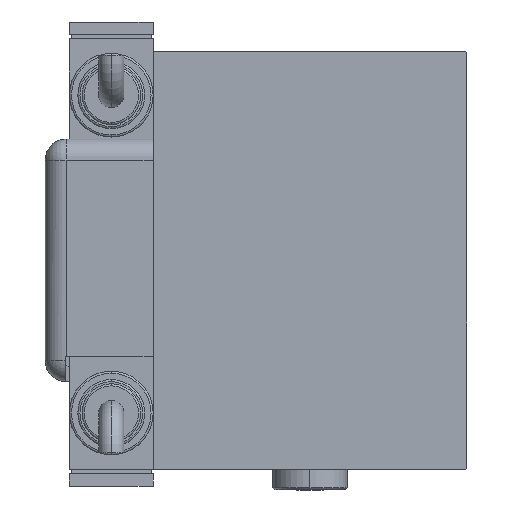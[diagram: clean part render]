
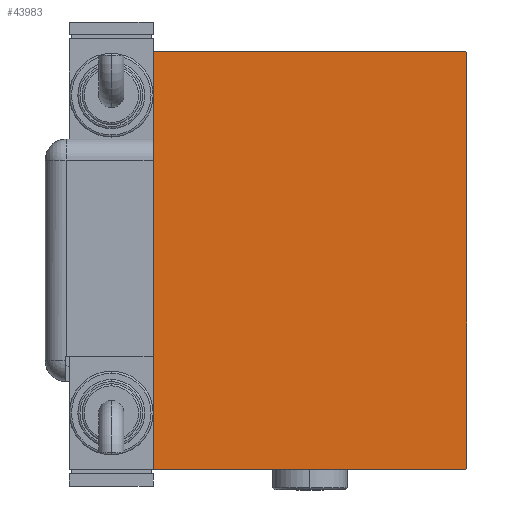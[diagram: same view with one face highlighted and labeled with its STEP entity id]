
A CAD part, left-side view. The second image highlights one B-rep face of the part: STEP entity #43983.
In plain terms, the highlighted face is planar.
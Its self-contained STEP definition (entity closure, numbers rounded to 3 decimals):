
#127 = CARTESIAN_POINT ( 'NONE',  ( 98., 37.5, 49.7 ) ) ;
#355 = LINE ( 'NONE', #41234, #14723 ) ;
#740 = DIRECTION ( 'NONE',  ( 0., 0., -1. ) ) ;
#927 = VECTOR ( 'NONE', #19625, 1000. ) ;
#1313 = CARTESIAN_POINT ( 'NONE',  ( 98., -37.5, 49.7 ) ) ;
#1331 = DIRECTION ( 'NONE',  ( 1., 0., 0. ) ) ;
#2051 = CARTESIAN_POINT ( 'NONE',  ( 98., 37.5, -50. ) ) ;
#2482 = CARTESIAN_POINT ( 'NONE',  ( 98., -37.5, -49.7 ) ) ;
#2720 = EDGE_CURVE ( 'NONE', #56815, #41265, #41133, .T. ) ;
#3364 = LINE ( 'NONE', #31827, #24768 ) ;
#3881 = CARTESIAN_POINT ( 'NONE',  ( 98., 43.6, -43.6 ) ) ;
#4256 = DIRECTION ( 'NONE',  ( 0., -0.707, -0.707 ) ) ;
#4495 = VECTOR ( 'NONE', #26030, 1000. ) ;
#4656 = CARTESIAN_POINT ( 'NONE',  ( 98., -37.2, -50. ) ) ;
#5304 = CARTESIAN_POINT ( 'NONE',  ( 98., -37.5, 50. ) ) ;
#5575 = CARTESIAN_POINT ( 'NONE',  ( 98., 0., 0. ) ) ;
#7923 = EDGE_LOOP ( 'NONE', ( #16849, #27936, #18296, #37054, #18535, #34902, #46728, #7948 ) ) ;
#7948 = ORIENTED_EDGE ( 'NONE', *, *, #2720, .T. ) ;
#8089 = EDGE_CURVE ( 'NONE', #22174, #26546, #35993, .T. ) ;
#8141 = CARTESIAN_POINT ( 'NONE',  ( 98., 37.5, 50. ) ) ;
#12157 = VECTOR ( 'NONE', #23790, 1000. ) ;
#12997 = EDGE_CURVE ( 'NONE', #41370, #54090, #355, .T. ) ;
#13486 = VECTOR ( 'NONE', #54742, 1000. ) ;
#14595 = CARTESIAN_POINT ( 'NONE',  ( 98., 37.2, -50. ) ) ;
#14723 = VECTOR ( 'NONE', #27904, 1000. ) ;
#16849 = ORIENTED_EDGE ( 'NONE', *, *, #42880, .T. ) ;
#17205 = DIRECTION ( 'NONE',  ( 0., 0.707, 0.707 ) ) ;
#17508 = CARTESIAN_POINT ( 'NONE',  ( 98., -43.6, -43.6 ) ) ;
#18296 = ORIENTED_EDGE ( 'NONE', *, *, #33456, .T. ) ;
#18535 = ORIENTED_EDGE ( 'NONE', *, *, #57131, .T. ) ;
#18772 = CARTESIAN_POINT ( 'NONE',  ( 98., 37.5, -49.7 ) ) ;
#19625 = DIRECTION ( 'NONE',  ( 0., 0., 1. ) ) ;
#21104 = EDGE_CURVE ( 'NONE', #41267, #56815, #46799, .T. ) ;
#21131 = LINE ( 'NONE', #58041, #36107 ) ;
#22174 = VERTEX_POINT ( 'NONE', #14595 ) ;
#23790 = DIRECTION ( 'NONE',  ( 0., 0., -1. ) ) ;
#24768 = VECTOR ( 'NONE', #4256, 1000. ) ;
#26030 = DIRECTION ( 'NONE',  ( 0., -1., 0. ) ) ;
#26546 = VERTEX_POINT ( 'NONE', #18772 ) ;
#27904 = DIRECTION ( 'NONE',  ( 0., -0.707, 0.707 ) ) ;
#27936 = ORIENTED_EDGE ( 'NONE', *, *, #8089, .T. ) ;
#29461 = AXIS2_PLACEMENT_3D ( 'NONE', #5575, #1331, #740 ) ;
#31827 = CARTESIAN_POINT ( 'NONE',  ( 98., -43.6, 43.6 ) ) ;
#33456 = EDGE_CURVE ( 'NONE', #26546, #41370, #56547, .T. ) ;
#34902 = ORIENTED_EDGE ( 'NONE', *, *, #55912, .T. ) ;
#35993 = LINE ( 'NONE', #3881, #58947 ) ;
#36107 = VECTOR ( 'NONE', #53519, 1000. ) ;
#36203 = VERTEX_POINT ( 'NONE', #36950 ) ;
#36604 = LINE ( 'NONE', #8141, #4495 ) ;
#36950 = CARTESIAN_POINT ( 'NONE',  ( 98., -37.2, 50. ) ) ;
#37054 = ORIENTED_EDGE ( 'NONE', *, *, #12997, .T. ) ;
#41133 = LINE ( 'NONE', #17508, #13486 ) ;
#41234 = CARTESIAN_POINT ( 'NONE',  ( 98., 43.6, 43.6 ) ) ;
#41265 = VERTEX_POINT ( 'NONE', #4656 ) ;
#41267 = VERTEX_POINT ( 'NONE', #1313 ) ;
#41370 = VERTEX_POINT ( 'NONE', #127 ) ;
#42880 = EDGE_CURVE ( 'NONE', #41265, #22174, #21131, .T. ) ;
#43983 = ADVANCED_FACE ( 'NONE', ( #47065 ), #47356, .T. ) ;
#46728 = ORIENTED_EDGE ( 'NONE', *, *, #21104, .T. ) ;
#46799 = LINE ( 'NONE', #5304, #12157 ) ;
#47065 = FACE_OUTER_BOUND ( 'NONE', #7923, .T. ) ;
#47356 = PLANE ( 'NONE',  #29461 ) ;
#53519 = DIRECTION ( 'NONE',  ( 0., 1., 0. ) ) ;
#54090 = VERTEX_POINT ( 'NONE', #57304 ) ;
#54742 = DIRECTION ( 'NONE',  ( 0., 0.707, -0.707 ) ) ;
#55912 = EDGE_CURVE ( 'NONE', #36203, #41267, #3364, .T. ) ;
#56547 = LINE ( 'NONE', #2051, #927 ) ;
#56815 = VERTEX_POINT ( 'NONE', #2482 ) ;
#57131 = EDGE_CURVE ( 'NONE', #54090, #36203, #36604, .T. ) ;
#57304 = CARTESIAN_POINT ( 'NONE',  ( 98., 37.2, 50. ) ) ;
#58041 = CARTESIAN_POINT ( 'NONE',  ( 98., -37.5, -50. ) ) ;
#58947 = VECTOR ( 'NONE', #17205, 1000. ) ;
